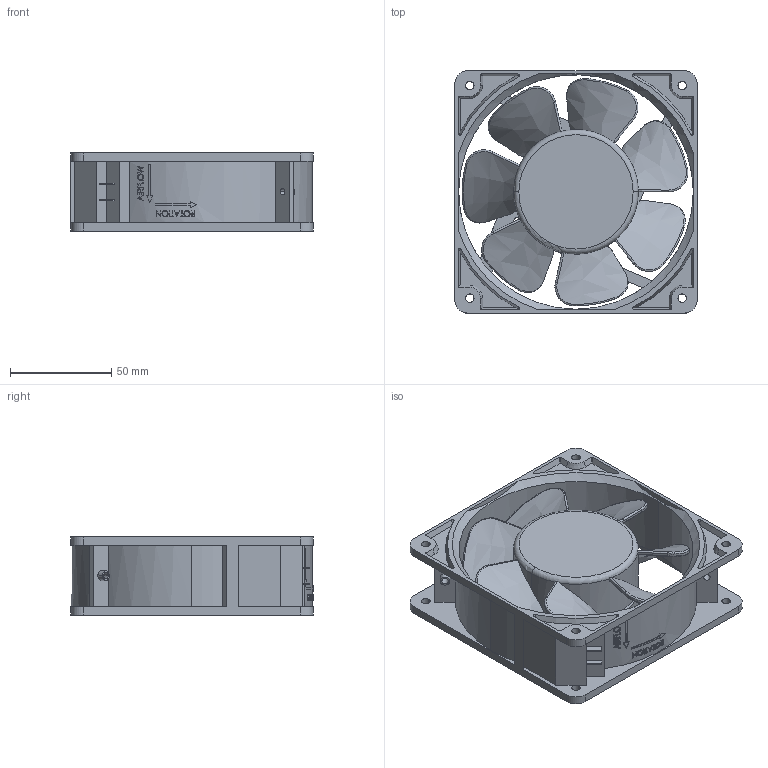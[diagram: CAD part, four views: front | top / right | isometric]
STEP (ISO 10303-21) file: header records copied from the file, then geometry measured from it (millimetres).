
FILE_DESCRIPTION (( 'STEP AP214' ), '1' );
FILE_NAME ('TCH-506-8700900.STEP', '2018-12-18T05:37:42', ( '' ), ( '' ), 'SwSTEP 2.0', 'SolidWorks 2018', '' );
FILE_SCHEMA (( 'AUTOMOTIVE_DESIGN' ));
Length unit declared in the file: inch
Products named in the file (1): TCH-506-8700900
Bounding box: 119.53 x 119.6 x 38.5 mm (x, y, z)
Volume: 179950.3 mm3; surface area: 82140.6 mm2
Topology: 2 solids, 2 shells, 585 faces, 1572 edges, 989 vertices
Faces by surface type: plane 248, bspline 146, cylinder 107, cone 59, torus 25
Entity records: 32819 total; most frequent: CARTESIAN_POINT 11760, ORIENTED_EDGE 3072, DIRECTION 2385, EDGE_CURVE 1536, VERTEX_POINT 989, AXIS2_PLACEMENT_3D 872, EDGE_LOOP 647, VECTOR 641
